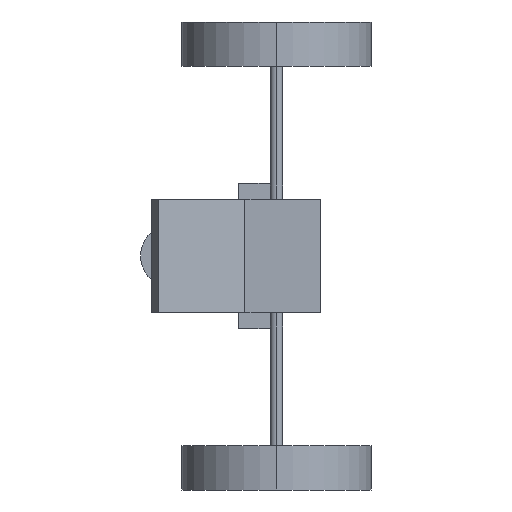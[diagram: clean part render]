
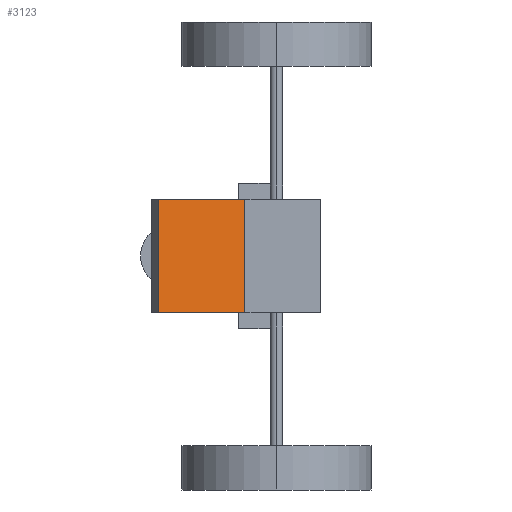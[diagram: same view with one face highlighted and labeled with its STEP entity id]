
A CAD part, left-side view. The second image highlights one B-rep face of the part: STEP entity #3123.
In plain terms, the highlighted planar face has unit normal (-0.866, -0.5, 0).
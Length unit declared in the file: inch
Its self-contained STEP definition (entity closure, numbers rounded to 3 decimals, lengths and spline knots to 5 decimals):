
#43 = CARTESIAN_POINT ( 'NONE',  ( -74.88976, 33.6382, -26.83292 ) ) ;
#65 = VERTEX_POINT ( 'NONE', #1075 ) ;
#82 = DIRECTION ( 'NONE',  ( 0., 0., 1. ) ) ;
#190 = ORIENTED_EDGE ( 'NONE', *, *, #649, .F. ) ;
#221 = PLANE ( 'NONE',  #675 ) ;
#433 = VERTEX_POINT ( 'NONE', #1120 ) ;
#514 = VECTOR ( 'NONE', #82, 39.37008 ) ;
#649 = EDGE_CURVE ( 'NONE', #65, #1441, #1007, .T. ) ;
#675 = AXIS2_PLACEMENT_3D ( 'NONE', #2960, #2090, #3210 ) ;
#704 = CARTESIAN_POINT ( 'NONE',  ( -74.88976, 33.6382, 9. ) ) ;
#723 = DIRECTION ( 'NONE',  ( 0.5, -0.866, 0. ) ) ;
#1007 = LINE ( 'NONE', #704, #2422 ) ;
#1075 = CARTESIAN_POINT ( 'NONE',  ( -74.88976, 33.6382, 9. ) ) ;
#1120 = CARTESIAN_POINT ( 'NONE',  ( -67.01575, 20., -9. ) ) ;
#1441 = VERTEX_POINT ( 'NONE', #2000 ) ;
#1520 = CARTESIAN_POINT ( 'NONE',  ( -74.88976, 33.6382, -9. ) ) ;
#1817 = DIRECTION ( 'NONE',  ( 0., 0., 1. ) ) ;
#2000 = CARTESIAN_POINT ( 'NONE',  ( -67.01575, 20., 9. ) ) ;
#2084 = ORIENTED_EDGE ( 'NONE', *, *, #3012, .T. ) ;
#2090 = DIRECTION ( 'NONE',  ( -0.866, -0.5, 0. ) ) ;
#2125 = CARTESIAN_POINT ( 'NONE',  ( -67.01575, 20., -26.83292 ) ) ;
#2141 = EDGE_CURVE ( 'NONE', #3513, #65, #2667, .T. ) ;
#2276 = EDGE_CURVE ( 'NONE', #433, #1441, #3601, .T. ) ;
#2339 = EDGE_LOOP ( 'NONE', ( #2458, #2084, #2680, #190 ) ) ;
#2401 = DIRECTION ( 'NONE',  ( 0.5, -0.866, 0. ) ) ;
#2422 = VECTOR ( 'NONE', #723, 39.37008 ) ;
#2458 = ORIENTED_EDGE ( 'NONE', *, *, #2141, .F. ) ;
#2467 = CARTESIAN_POINT ( 'NONE',  ( -74.88976, 33.6382, -9. ) ) ;
#2599 = VECTOR ( 'NONE', #2401, 39.37008 ) ;
#2667 = LINE ( 'NONE', #43, #3180 ) ;
#2680 = ORIENTED_EDGE ( 'NONE', *, *, #2276, .T. ) ;
#2960 = CARTESIAN_POINT ( 'NONE',  ( -74.88976, 33.6382, -26.83292 ) ) ;
#3012 = EDGE_CURVE ( 'NONE', #3513, #433, #3608, .T. ) ;
#3123 = ADVANCED_FACE ( 'NONE', ( #3490 ), #221, .T. ) ;
#3180 = VECTOR ( 'NONE', #1817, 39.37008 ) ;
#3210 = DIRECTION ( 'NONE',  ( 0.5, -0.866, 0. ) ) ;
#3490 = FACE_OUTER_BOUND ( 'NONE', #2339, .T. ) ;
#3513 = VERTEX_POINT ( 'NONE', #1520 ) ;
#3601 = LINE ( 'NONE', #2125, #514 ) ;
#3608 = LINE ( 'NONE', #2467, #2599 ) ;
